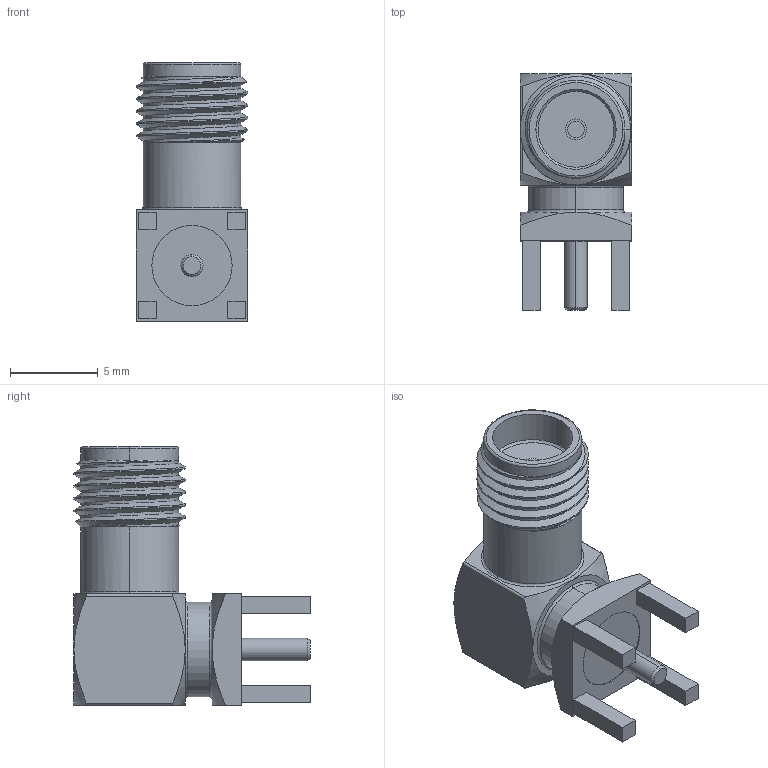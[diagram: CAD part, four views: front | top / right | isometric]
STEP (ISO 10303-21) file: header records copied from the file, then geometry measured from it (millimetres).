
FILE_DESCRIPTION (( 'STEP AP203' ), '1' );
FILE_NAME ('PE44199.step', '2018-11-01T22:24:57', ( '' ), ( '' ), 'SwSTEP 2.0', 'SolidWorks 2017', '' );
FILE_SCHEMA (( 'CONFIG_CONTROL_DESIGN' ));
Length unit declared in the file: inch
Products named in the file (1): PE44199
Bounding box: 6.35 x 13.46 x 14.73 mm (x, y, z)
Volume: 553.5 mm3; surface area: 633.3 mm2
Topology: 1 solids, 1 shells, 101 faces, 230 edges, 143 vertices
Faces by surface type: plane 38, cylinder 30, cone 22, torus 8, bspline 3
Entity records: 4167 total; most frequent: CARTESIAN_POINT 1937, ORIENTED_EDGE 460, DIRECTION 421, EDGE_CURVE 230, AXIS2_PLACEMENT_3D 162, VERTEX_POINT 143, EDGE_LOOP 113, ADVANCED_FACE 101
